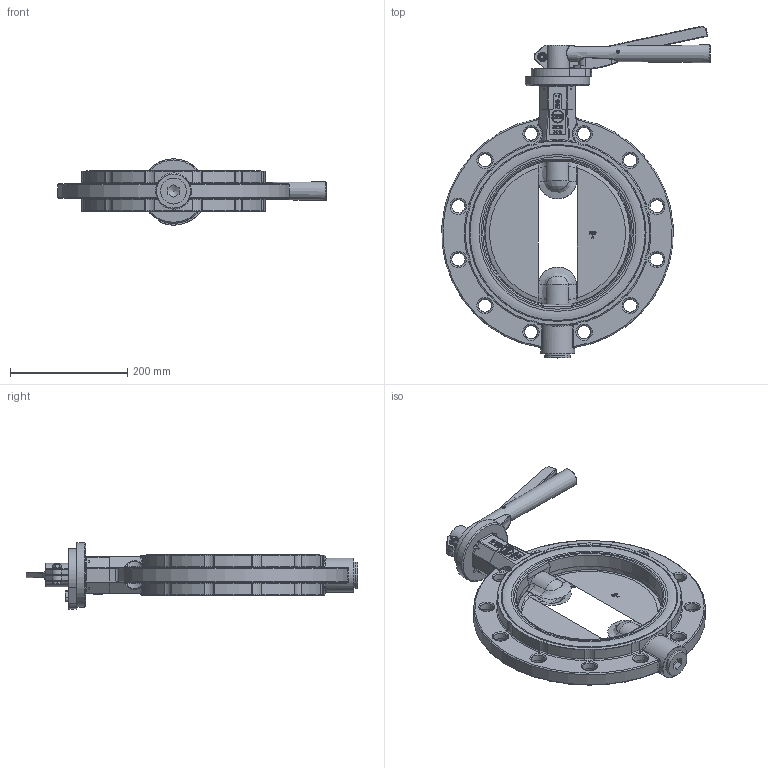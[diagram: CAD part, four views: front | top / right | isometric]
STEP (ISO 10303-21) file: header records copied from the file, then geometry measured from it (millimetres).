
FILE_DESCRIPTION(/* description */ (''),/* implementation_level */ '2;1');
FILE_NAME(/* name */ 'DM2R-250-0001.stp',/* time_stamp */ '2016-02-12T08:50:46+01:00',/* author */ ('hellwig'),/* organization */ (''),/* preprocessor_version */ 'ST-DEVELOPER v15.6',/* originating_system */ 'Autodesk Inventor 2015',/* authorisation */ '');
FILE_SCHEMA (('AUTOMOTIVE_DESIGN { 1 0 10303 214 3 1 1 }'));
Length unit declared in the file: centimetre
Products named in the file (1): M21109
Bounding box: 457.09 x 565.64 x 112.92 mm (x, y, z)
Volume: 4300233.4 mm3; surface area: 542622.4 mm2
Topology: 18 solids, 26 shells, 1789 faces, 4519 edges, 2769 vertices
Faces by surface type: plane 462, bspline 453, cylinder 425, torus 270, cone 103, sphere 76
Full cylindrical faces by diameter (mm): 4 x1, 4.917 x2, 5 x2, 5.5 x1, 6 x1, 6.5 x2, 6.647 x4, 7.323 x1, 8 x4, 8.4 x1, 8.5 x2, 11.4 x1, 13 x2, 16 x1, 20 x1, 20.2 x1, 25.5 x6, 26 x1, 28 x1, 30 x10, 30.1 x4, 30.2 x6, 30.35 x7, 34.6 x4, 34.95 x4, 35 x3, 35.2 x1, 36.376 x2, 38.3 x1, 43.9 x1
Entity records: 61543 total; most frequent: CARTESIAN_POINT 20469, ORIENTED_EDGE 8370, DIRECTION 7449, EDGE_CURVE 4176, AXIS2_PLACEMENT_3D 3023, VERTEX_POINT 2697, EDGE_LOOP 2161, STYLED_ITEM 1787
